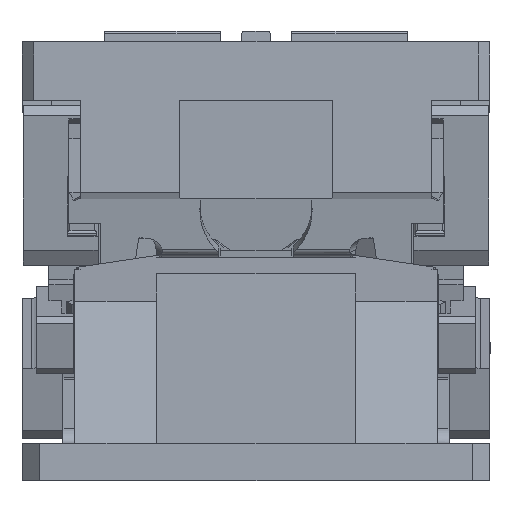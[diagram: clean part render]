
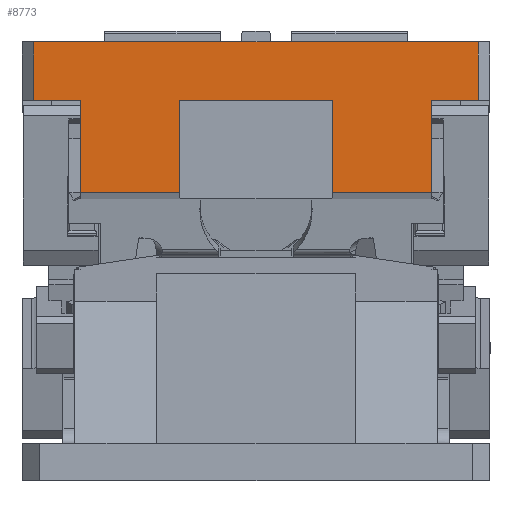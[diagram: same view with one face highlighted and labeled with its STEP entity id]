
A CAD part, left-side view. The second image highlights one B-rep face of the part: STEP entity #8773.
In plain terms, the highlighted planar face has unit normal (-1, 0, 0).
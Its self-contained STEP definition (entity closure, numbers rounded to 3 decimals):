
#286=CARTESIAN_POINT('Vertex',(-325.,190.,300.)) ;
#289=CARTESIAN_POINT('Line Origine',(-325.,0.,300.)) ;
#293=CARTESIAN_POINT('Vertex',(-325.,-190.,300.)) ;
#602=CARTESIAN_POINT('Line Origine',(-325.,-170.,250.)) ;
#606=CARTESIAN_POINT('Vertex',(-325.,-190.,250.)) ;
#608=CARTESIAN_POINT('Vertex',(-325.,-150.,250.)) ;
#4270=CARTESIAN_POINT('Vertex',(-325.,190.,250.)) ;
#4273=CARTESIAN_POINT('Line Origine',(-325.,190.,275.)) ;
#6346=CARTESIAN_POINT('Vertex',(-325.,150.,171.161)) ;
#6349=CARTESIAN_POINT('Line Origine',(-325.,150.,210.58)) ;
#6353=CARTESIAN_POINT('Vertex',(-325.,150.,250.)) ;
#6385=CARTESIAN_POINT('Line Origine',(-325.,170.,250.)) ;
#8609=CARTESIAN_POINT('Line Origine',(-325.,-190.,275.)) ;
#8648=CARTESIAN_POINT('Line Origine',(-325.,0.,250.)) ;
#8652=CARTESIAN_POINT('Vertex',(-325.,-65.,250.)) ;
#8654=CARTESIAN_POINT('Vertex',(-325.,65.,250.)) ;
#8694=CARTESIAN_POINT('Line Origine',(-325.,65.,210.58)) ;
#8698=CARTESIAN_POINT('Vertex',(-325.,65.,171.161)) ;
#8723=CARTESIAN_POINT('Line Origine',(-325.,107.5,171.161)) ;
#8735=CARTESIAN_POINT('Axis2P3D Location',(-325.,-200.,250.)) ;
#8740=CARTESIAN_POINT('Line Origine',(-325.,-107.5,171.161)) ;
#8744=CARTESIAN_POINT('Vertex',(-325.,-65.,171.161)) ;
#8746=CARTESIAN_POINT('Vertex',(-325.,-150.,171.161)) ;
#8749=CARTESIAN_POINT('Line Origine',(-325.,-150.,210.58)) ;
#8754=CARTESIAN_POINT('Line Origine',(-325.,-65.,210.58)) ;
#290=DIRECTION('Vector Direction',(0.,1.,0.)) ;
#603=DIRECTION('Vector Direction',(0.,-1.,0.)) ;
#4274=DIRECTION('Vector Direction',(0.,0.,-1.)) ;
#6350=DIRECTION('Vector Direction',(0.,0.,1.)) ;
#6386=DIRECTION('Vector Direction',(0.,1.,0.)) ;
#8610=DIRECTION('Vector Direction',(0.,0.,1.)) ;
#8649=DIRECTION('Vector Direction',(0.,1.,0.)) ;
#8695=DIRECTION('Vector Direction',(0.,0.,1.)) ;
#8724=DIRECTION('Vector Direction',(0.,-1.,0.)) ;
#8736=DIRECTION('Axis2P3D Direction',(1.,0.,0.)) ;
#8737=DIRECTION('Axis2P3D XDirection',(0.,0.,1.)) ;
#8741=DIRECTION('Vector Direction',(0.,-1.,0.)) ;
#8750=DIRECTION('Vector Direction',(0.,0.,1.)) ;
#8755=DIRECTION('Vector Direction',(0.,0.,1.)) ;
#8738=AXIS2_PLACEMENT_3D('Plane Axis2P3D',#8735,#8736,#8737) ;
#8760=ORIENTED_EDGE('',*,*,#8748,.T.) ;
#8761=ORIENTED_EDGE('',*,*,#8753,.T.) ;
#8762=ORIENTED_EDGE('',*,*,#610,.F.) ;
#8763=ORIENTED_EDGE('',*,*,#8613,.T.) ;
#8764=ORIENTED_EDGE('',*,*,#295,.T.) ;
#8765=ORIENTED_EDGE('',*,*,#4277,.T.) ;
#8766=ORIENTED_EDGE('',*,*,#6389,.F.) ;
#8767=ORIENTED_EDGE('',*,*,#6355,.F.) ;
#8768=ORIENTED_EDGE('',*,*,#8727,.T.) ;
#8769=ORIENTED_EDGE('',*,*,#8700,.T.) ;
#8770=ORIENTED_EDGE('',*,*,#8656,.F.) ;
#8771=ORIENTED_EDGE('',*,*,#8758,.F.) ;
#291=VECTOR('Line Direction',#290,1.) ;
#604=VECTOR('Line Direction',#603,1.) ;
#4275=VECTOR('Line Direction',#4274,1.) ;
#6351=VECTOR('Line Direction',#6350,1.) ;
#6387=VECTOR('Line Direction',#6386,1.) ;
#8611=VECTOR('Line Direction',#8610,1.) ;
#8650=VECTOR('Line Direction',#8649,1.) ;
#8696=VECTOR('Line Direction',#8695,1.) ;
#8725=VECTOR('Line Direction',#8724,1.) ;
#8742=VECTOR('Line Direction',#8741,1.) ;
#8751=VECTOR('Line Direction',#8750,1.) ;
#8756=VECTOR('Line Direction',#8755,1.) ;
#8773=ADVANCED_FACE('CAM HOLDER',(#8772),#8739,.F.) ;
#295=EDGE_CURVE('',#294,#287,#292,.T.) ;
#610=EDGE_CURVE('',#607,#609,#605,.F.) ;
#4277=EDGE_CURVE('',#287,#4271,#4276,.T.) ;
#6355=EDGE_CURVE('',#6347,#6354,#6352,.T.) ;
#6389=EDGE_CURVE('',#6354,#4271,#6388,.T.) ;
#8613=EDGE_CURVE('',#607,#294,#8612,.T.) ;
#8656=EDGE_CURVE('',#8653,#8655,#8651,.T.) ;
#8700=EDGE_CURVE('',#8699,#8655,#8697,.T.) ;
#8727=EDGE_CURVE('',#6347,#8699,#8726,.T.) ;
#8748=EDGE_CURVE('',#8745,#8747,#8743,.T.) ;
#8753=EDGE_CURVE('',#8747,#609,#8752,.T.) ;
#8758=EDGE_CURVE('',#8745,#8653,#8757,.T.) ;
#8759=EDGE_LOOP('',(#8760,#8761,#8762,#8763,#8764,#8765,#8766,#8767,#8768,#8769,#8770,#8771)) ;
#8772=FACE_OUTER_BOUND('',#8759,.T.) ;
#292=LINE('Line',#289,#291) ;
#605=LINE('Line',#602,#604) ;
#4276=LINE('Line',#4273,#4275) ;
#6352=LINE('Line',#6349,#6351) ;
#6388=LINE('Line',#6385,#6387) ;
#8612=LINE('Line',#8609,#8611) ;
#8651=LINE('Line',#8648,#8650) ;
#8697=LINE('Line',#8694,#8696) ;
#8726=LINE('Line',#8723,#8725) ;
#8743=LINE('Line',#8740,#8742) ;
#8752=LINE('Line',#8749,#8751) ;
#8757=LINE('Line',#8754,#8756) ;
#8739=PLANE('Plane',#8738) ;
#287=VERTEX_POINT('',#286) ;
#294=VERTEX_POINT('',#293) ;
#607=VERTEX_POINT('',#606) ;
#609=VERTEX_POINT('',#608) ;
#4271=VERTEX_POINT('',#4270) ;
#6347=VERTEX_POINT('',#6346) ;
#6354=VERTEX_POINT('',#6353) ;
#8653=VERTEX_POINT('',#8652) ;
#8655=VERTEX_POINT('',#8654) ;
#8699=VERTEX_POINT('',#8698) ;
#8745=VERTEX_POINT('',#8744) ;
#8747=VERTEX_POINT('',#8746) ;
